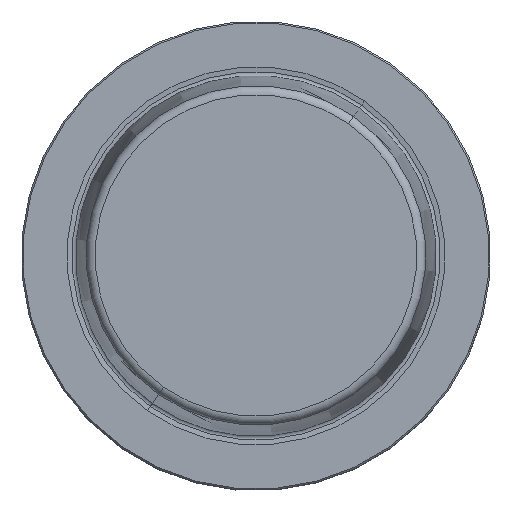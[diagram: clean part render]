
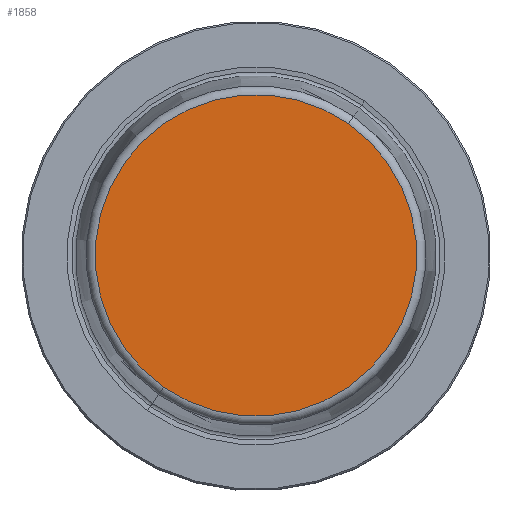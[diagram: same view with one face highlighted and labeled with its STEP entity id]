
A CAD part, top view. The second image highlights one B-rep face of the part: STEP entity #1858.
In plain terms, the highlighted planar face has unit normal (0, 0, 1).
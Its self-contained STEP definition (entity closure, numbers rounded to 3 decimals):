
#781=CARTESIAN_POINT('',(0.,0.,31.9));
#782=DIRECTION('',(0.,0.,1.));
#783=DIRECTION('',(0.574,0.819,0.));
#784=AXIS2_PLACEMENT_3D('',#781,#782,#783);
#789=CARTESIAN_POINT('',(0.,0.,31.9));
#790=DIRECTION('',(0.,0.,-1.));
#791=DIRECTION('',(0.574,0.819,0.));
#792=AXIS2_PLACEMENT_3D('',#789,#790,#791);
#1079=CARTESIAN_POINT('',(12.378,17.678,31.9));
#1080=VERTEX_POINT('',#1079);
#1149=CARTESIAN_POINT('',(-12.378,-17.678,31.9));
#1150=VERTEX_POINT('',#1149);
#1849=CARTESIAN_POINT('',(0.,0.,31.9));
#1850=DIRECTION('',(0.,0.,-1.));
#1851=DIRECTION('',(-0.574,-0.819,0.));
#1852=AXIS2_PLACEMENT_3D('',#1849,#1850,#1851);
#1853=PLANE('',#1852);
#1854=ORIENTED_EDGE('',*,*,#1842,.F.);
#1855=ORIENTED_EDGE('',*,*,#1831,.T.);
#1856=EDGE_LOOP('',(#1854,#1855));
#1857=FACE_OUTER_BOUND('',#1856,.F.);
#785=CIRCLE('',#784,21.581);
#793=CIRCLE('',#792,21.581);
#1831=EDGE_CURVE('',#1080,#1150,#793,.T.);
#1842=EDGE_CURVE('',#1080,#1150,#785,.T.);
#1858=ADVANCED_FACE('',(#1857),#1853,.F.);
